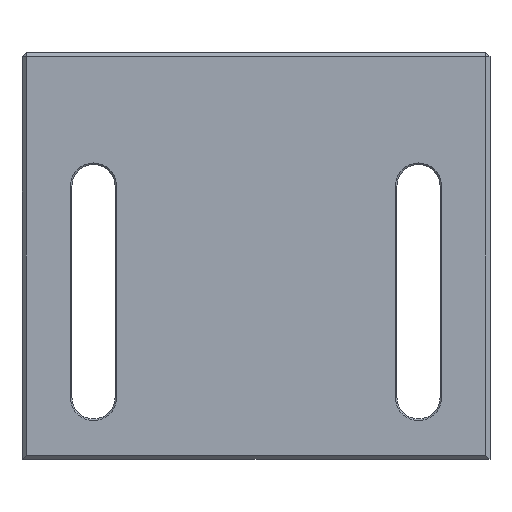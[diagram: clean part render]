
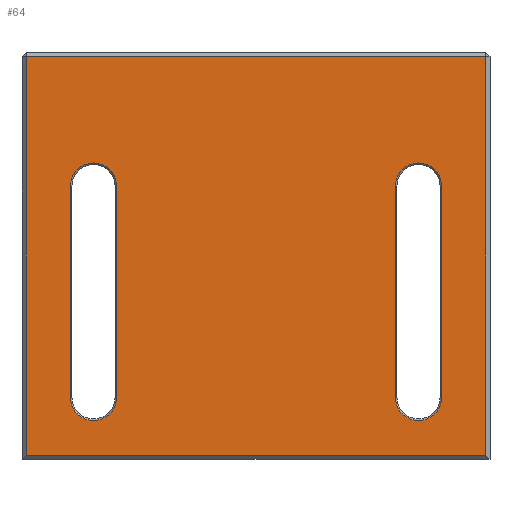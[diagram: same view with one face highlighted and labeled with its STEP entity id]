
A CAD part, front view. The second image highlights one B-rep face of the part: STEP entity #64.
In plain terms, the highlighted planar face has unit normal (0, -1, 0).
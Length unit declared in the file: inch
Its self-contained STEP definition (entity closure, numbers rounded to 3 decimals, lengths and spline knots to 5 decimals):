
#64 = ADVANCED_FACE ( 'NONE', ( #8307, #8275, #8184 ), #321, .F. ) ;
#321 = PLANE ( 'NONE',  #1224 ) ;
#377 = DIRECTION ( 'NONE',  ( 0., 0., 1. ) ) ;
#596 = CARTESIAN_POINT ( 'NONE',  ( -0.29746, -1.36416, 1.31468 ) ) ;
#718 = EDGE_LOOP ( 'NONE', ( #7097, #7209, #7240, #7118, #7371 ) ) ;
#759 = DIRECTION ( 'NONE',  ( 0., 1., 0. ) ) ;
#831 = EDGE_LOOP ( 'NONE', ( #7197, #7398, #7395, #7086, #7149 ) ) ;
#1224 = AXIS2_PLACEMENT_3D ( 'NONE', #596, #759, #377 ) ;
#1360 = DIRECTION ( 'NONE',  ( 0., 1., 0. ) ) ;
#1362 = CARTESIAN_POINT ( 'NONE',  ( -1.29746, -1.36416, -0.80532 ) ) ;
#1708 = LINE ( 'NONE', #6079, #1861 ) ;
#1718 = LINE ( 'NONE', #5303, #1733 ) ;
#1733 = VECTOR ( 'NONE', #5775, 39.37008 ) ;
#1755 = LINE ( 'NONE', #5513, #1835 ) ;
#1758 = LINE ( 'NONE', #3629, #1854 ) ;
#1768 = VECTOR ( 'NONE', #6117, 39.37008 ) ;
#1781 = LINE ( 'NONE', #5516, #1828 ) ;
#1793 = LINE ( 'NONE', #5360, #1869 ) ;
#1796 = CIRCLE ( 'NONE', #3129, 0.1425 ) ;
#1825 = CIRCLE ( 'NONE', #2740, 0.1425 ) ;
#1828 = VECTOR ( 'NONE', #5841, 39.37008 ) ;
#1829 = LINE ( 'NONE', #5986, #1768 ) ;
#1830 = CIRCLE ( 'NONE', #4000, 0.1425 ) ;
#1832 = VECTOR ( 'NONE', #5867, 39.37008 ) ;
#1835 = VECTOR ( 'NONE', #5365, 39.37008 ) ;
#1854 = VECTOR ( 'NONE', #3633, 39.37008 ) ;
#1856 = LINE ( 'NONE', #5446, #1832 ) ;
#1861 = VECTOR ( 'NONE', #5745, 39.37008 ) ;
#1869 = VECTOR ( 'NONE', #5442, 39.37008 ) ;
#2536 = CIRCLE ( 'NONE', #3995, 0.1425 ) ;
#2555 = CIRCLE ( 'NONE', #3988, 0.1425 ) ;
#2566 = CIRCLE ( 'NONE', #3982, 0.1425 ) ;
#2740 = AXIS2_PLACEMENT_3D ( 'NONE', #5795, #6045, #5589 ) ;
#2765 = CARTESIAN_POINT ( 'NONE',  ( -1.29746, -1.36416, -0.94782 ) ) ;
#2821 = CARTESIAN_POINT ( 'NONE',  ( 0.70254, -1.36416, -0.94782 ) ) ;
#2855 = CARTESIAN_POINT ( 'NONE',  ( -1.43996, -1.36416, 0.49468 ) ) ;
#2870 = CARTESIAN_POINT ( 'NONE',  ( 0.56004, -1.36416, 0.49468 ) ) ;
#2878 = CARTESIAN_POINT ( 'NONE',  ( -1.15496, -1.36416, -0.80532 ) ) ;
#2891 = CARTESIAN_POINT ( 'NONE',  ( -1.43996, -1.36416, -0.80532 ) ) ;
#2898 = CARTESIAN_POINT ( 'NONE',  ( 0.84504, -1.36416, -0.80532 ) ) ;
#2922 = CARTESIAN_POINT ( 'NONE',  ( -1.71246, -1.36416, 1.28968 ) ) ;
#2933 = CARTESIAN_POINT ( 'NONE',  ( -1.71246, -1.36416, -1.16032 ) ) ;
#2945 = CARTESIAN_POINT ( 'NONE',  ( 0.56004, -1.36416, -0.80532 ) ) ;
#2953 = CARTESIAN_POINT ( 'NONE',  ( -1.15496, -1.36416, 0.49468 ) ) ;
#2961 = CARTESIAN_POINT ( 'NONE',  ( 1.11754, -1.36416, 1.28968 ) ) ;
#2971 = CARTESIAN_POINT ( 'NONE',  ( 0.84504, -1.36416, 0.49468 ) ) ;
#2979 = CARTESIAN_POINT ( 'NONE',  ( 1.11754, -1.36416, -1.16032 ) ) ;
#3129 = AXIS2_PLACEMENT_3D ( 'NONE', #1362, #1360, #6078 ) ;
#3629 = CARTESIAN_POINT ( 'NONE',  ( 1.11754, -1.36416, 1.31468 ) ) ;
#3633 = DIRECTION ( 'NONE',  ( 0., 0., 1. ) ) ;
#3982 = AXIS2_PLACEMENT_3D ( 'NONE', #6007, #5363, #5963 ) ;
#3988 = AXIS2_PLACEMENT_3D ( 'NONE', #5702, #5577, #5579 ) ;
#3995 = AXIS2_PLACEMENT_3D ( 'NONE', #5792, #5517, #5654 ) ;
#4000 = AXIS2_PLACEMENT_3D ( 'NONE', #5668, #5435, #5760 ) ;
#4061 = EDGE_CURVE ( 'NONE', #7838, #8427, #2536, .T. ) ;
#4062 = EDGE_CURVE ( 'NONE', #7241, #7838, #2555, .T. ) ;
#4065 = EDGE_CURVE ( 'NONE', #7227, #7636, #2566, .T. ) ;
#4076 = EDGE_CURVE ( 'NONE', #7094, #7835, #1830, .T. ) ;
#4078 = EDGE_CURVE ( 'NONE', #8432, #8229, #1718, .T. ) ;
#4081 = EDGE_CURVE ( 'NONE', #8430, #8383, #1856, .T. ) ;
#4106 = EDGE_CURVE ( 'NONE', #8424, #7241, #1708, .T. ) ;
#4108 = EDGE_CURVE ( 'NONE', #8229, #8430, #1793, .T. ) ;
#4122 = EDGE_CURVE ( 'NONE', #7219, #7094, #1781, .T. ) ;
#4124 = EDGE_CURVE ( 'NONE', #7835, #7227, #1755, .T. ) ;
#4125 = EDGE_CURVE ( 'NONE', #8427, #7115, #1829, .T. ) ;
#4135 = EDGE_CURVE ( 'NONE', #7115, #8424, #1825, .T. ) ;
#4165 = EDGE_CURVE ( 'NONE', #8383, #8432, #1758, .T. ) ;
#4171 = EDGE_CURVE ( 'NONE', #7636, #7219, #1796, .T. ) ;
#5303 = CARTESIAN_POINT ( 'NONE',  ( -0.29746, -1.36416, 1.28968 ) ) ;
#5360 = CARTESIAN_POINT ( 'NONE',  ( -1.71246, -1.36416, 1.31468 ) ) ;
#5363 = DIRECTION ( 'NONE',  ( 0., 1., 0. ) ) ;
#5365 = DIRECTION ( 'NONE',  ( 0., 0., -1. ) ) ;
#5435 = DIRECTION ( 'NONE',  ( 0., 1., 0. ) ) ;
#5442 = DIRECTION ( 'NONE',  ( 0., 0., -1. ) ) ;
#5446 = CARTESIAN_POINT ( 'NONE',  ( -0.29746, -1.36416, -1.16032 ) ) ;
#5513 = CARTESIAN_POINT ( 'NONE',  ( -1.15496, -1.36416, 1.31468 ) ) ;
#5516 = CARTESIAN_POINT ( 'NONE',  ( -1.43996, -1.36416, 1.31468 ) ) ;
#5517 = DIRECTION ( 'NONE',  ( 0., 1., 0. ) ) ;
#5577 = DIRECTION ( 'NONE',  ( 0., 1., 0. ) ) ;
#5579 = DIRECTION ( 'NONE',  ( 0., 0., 1. ) ) ;
#5589 = DIRECTION ( 'NONE',  ( 0., 0., 1. ) ) ;
#5654 = DIRECTION ( 'NONE',  ( 0., 0., 1. ) ) ;
#5668 = CARTESIAN_POINT ( 'NONE',  ( -1.29746, -1.36416, 0.49468 ) ) ;
#5702 = CARTESIAN_POINT ( 'NONE',  ( 0.70254, -1.36416, -0.80532 ) ) ;
#5745 = DIRECTION ( 'NONE',  ( 0., 0., -1. ) ) ;
#5760 = DIRECTION ( 'NONE',  ( 0., 0., 1. ) ) ;
#5775 = DIRECTION ( 'NONE',  ( -1., 0., 0. ) ) ;
#5792 = CARTESIAN_POINT ( 'NONE',  ( 0.70254, -1.36416, -0.80532 ) ) ;
#5795 = CARTESIAN_POINT ( 'NONE',  ( 0.70254, -1.36416, 0.49468 ) ) ;
#5841 = DIRECTION ( 'NONE',  ( 0., 0., 1. ) ) ;
#5867 = DIRECTION ( 'NONE',  ( 1., 0., 0. ) ) ;
#5963 = DIRECTION ( 'NONE',  ( 0., 0., 1. ) ) ;
#5986 = CARTESIAN_POINT ( 'NONE',  ( 0.56004, -1.36416, 0.49468 ) ) ;
#6007 = CARTESIAN_POINT ( 'NONE',  ( -1.29746, -1.36416, -0.80532 ) ) ;
#6045 = DIRECTION ( 'NONE',  ( 0., 1., 0. ) ) ;
#6078 = DIRECTION ( 'NONE',  ( 0., 0., 1. ) ) ;
#6079 = CARTESIAN_POINT ( 'NONE',  ( 0.84504, -1.36416, -0.80532 ) ) ;
#6117 = DIRECTION ( 'NONE',  ( 0., 0., 1. ) ) ;
#7086 = ORIENTED_EDGE ( 'NONE', *, *, #4171, .T. ) ;
#7094 = VERTEX_POINT ( 'NONE', #2855 ) ;
#7097 = ORIENTED_EDGE ( 'NONE', *, *, #4135, .T. ) ;
#7115 = VERTEX_POINT ( 'NONE', #2870 ) ;
#7118 = ORIENTED_EDGE ( 'NONE', *, *, #4061, .T. ) ;
#7149 = ORIENTED_EDGE ( 'NONE', *, *, #4122, .T. ) ;
#7197 = ORIENTED_EDGE ( 'NONE', *, *, #4076, .T. ) ;
#7209 = ORIENTED_EDGE ( 'NONE', *, *, #4106, .T. ) ;
#7219 = VERTEX_POINT ( 'NONE', #2891 ) ;
#7227 = VERTEX_POINT ( 'NONE', #2878 ) ;
#7240 = ORIENTED_EDGE ( 'NONE', *, *, #4062, .T. ) ;
#7241 = VERTEX_POINT ( 'NONE', #2898 ) ;
#7249 = ORIENTED_EDGE ( 'NONE', *, *, #4165, .T. ) ;
#7301 = ORIENTED_EDGE ( 'NONE', *, *, #4078, .T. ) ;
#7371 = ORIENTED_EDGE ( 'NONE', *, *, #4125, .T. ) ;
#7395 = ORIENTED_EDGE ( 'NONE', *, *, #4065, .T. ) ;
#7398 = ORIENTED_EDGE ( 'NONE', *, *, #4124, .T. ) ;
#7431 = ORIENTED_EDGE ( 'NONE', *, *, #4081, .T. ) ;
#7636 = VERTEX_POINT ( 'NONE', #2765 ) ;
#7685 = ORIENTED_EDGE ( 'NONE', *, *, #4108, .T. ) ;
#7835 = VERTEX_POINT ( 'NONE', #2953 ) ;
#7838 = VERTEX_POINT ( 'NONE', #2821 ) ;
#7952 = EDGE_LOOP ( 'NONE', ( #7685, #7431, #7249, #7301 ) ) ;
#8184 = FACE_OUTER_BOUND ( 'NONE', #7952, .T. ) ;
#8229 = VERTEX_POINT ( 'NONE', #2922 ) ;
#8275 = FACE_BOUND ( 'NONE', #718, .T. ) ;
#8307 = FACE_BOUND ( 'NONE', #831, .T. ) ;
#8383 = VERTEX_POINT ( 'NONE', #2979 ) ;
#8424 = VERTEX_POINT ( 'NONE', #2971 ) ;
#8427 = VERTEX_POINT ( 'NONE', #2945 ) ;
#8430 = VERTEX_POINT ( 'NONE', #2933 ) ;
#8432 = VERTEX_POINT ( 'NONE', #2961 ) ;
